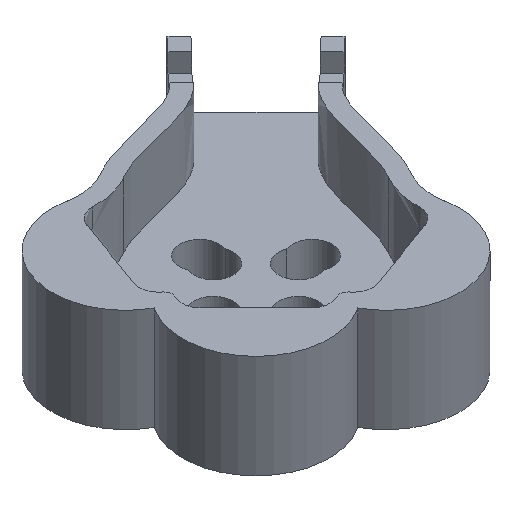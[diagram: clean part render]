
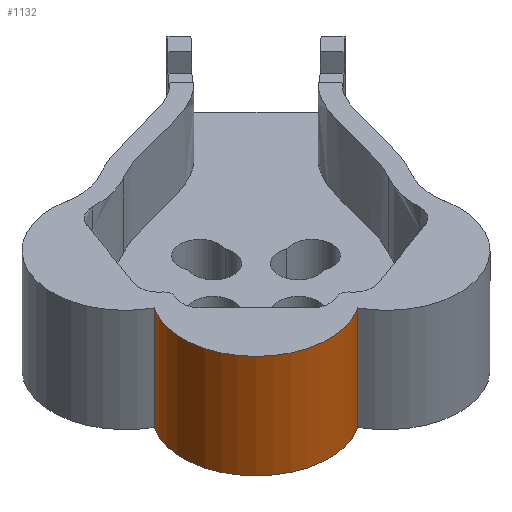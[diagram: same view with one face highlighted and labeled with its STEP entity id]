
A CAD part, isometric view. The second image highlights one B-rep face of the part: STEP entity #1132.
In plain terms, the highlighted cylindrical face has radius 7.8 mm (diameter 15.6 mm), a partial arc.
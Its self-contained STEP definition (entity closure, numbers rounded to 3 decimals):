
#20=CYLINDRICAL_SURFACE('',#1219,7.8);
#62=CIRCLE('',#1220,7.8);
#63=CIRCLE('',#1221,7.8);
#134=FACE_OUTER_BOUND('',#200,.T.);
#200=EDGE_LOOP('',(#820,#821,#822,#823));
#279=LINE('',#1833,#375);
#280=LINE('',#1839,#376);
#375=VECTOR('',#1351,10.);
#376=VECTOR('',#1358,10.);
#519=VERTEX_POINT('',#1830);
#520=VERTEX_POINT('',#1832);
#521=VERTEX_POINT('',#1836);
#522=VERTEX_POINT('',#1838);
#638=EDGE_CURVE('',#519,#520,#279,.T.);
#640=EDGE_CURVE('',#521,#519,#62,.T.);
#641=EDGE_CURVE('',#521,#522,#280,.T.);
#642=EDGE_CURVE('',#520,#522,#63,.T.);
#820=ORIENTED_EDGE('',*,*,#638,.F.);
#821=ORIENTED_EDGE('',*,*,#640,.F.);
#822=ORIENTED_EDGE('',*,*,#641,.T.);
#823=ORIENTED_EDGE('',*,*,#642,.F.);
#1132=ADVANCED_FACE('',(#134),#20,.T.);
#1219=AXIS2_PLACEMENT_3D('',#1835,#1354,#1355);
#1220=AXIS2_PLACEMENT_3D('',#1837,#1356,#1357);
#1221=AXIS2_PLACEMENT_3D('',#1840,#1359,#1360);
#1351=DIRECTION('',(0.,0.,1.));
#1354=DIRECTION('center_axis',(0.,0.,-1.));
#1355=DIRECTION('ref_axis',(-0.829,0.559,0.));
#1356=DIRECTION('center_axis',(0.,0.,-1.));
#1357=DIRECTION('ref_axis',(-0.829,0.559,0.));
#1358=DIRECTION('',(0.,0.,1.));
#1359=DIRECTION('center_axis',(0.,0.,1.));
#1360=DIRECTION('ref_axis',(-0.829,0.559,0.));
#1830=CARTESIAN_POINT('',(-79.247,-68.42,-4.));
#1832=CARTESIAN_POINT('',(-79.247,-68.42,7.));
#1833=CARTESIAN_POINT('',(-79.247,-68.42,5.));
#1835=CARTESIAN_POINT('Origin',(-72.778,-72.778,4.));
#1836=CARTESIAN_POINT('',(-68.42,-79.247,-4.));
#1837=CARTESIAN_POINT('Origin',(-72.778,-72.778,-4.));
#1838=CARTESIAN_POINT('',(-68.42,-79.247,7.));
#1839=CARTESIAN_POINT('',(-68.42,-79.247,5.));
#1840=CARTESIAN_POINT('Origin',(-72.778,-72.778,7.));
